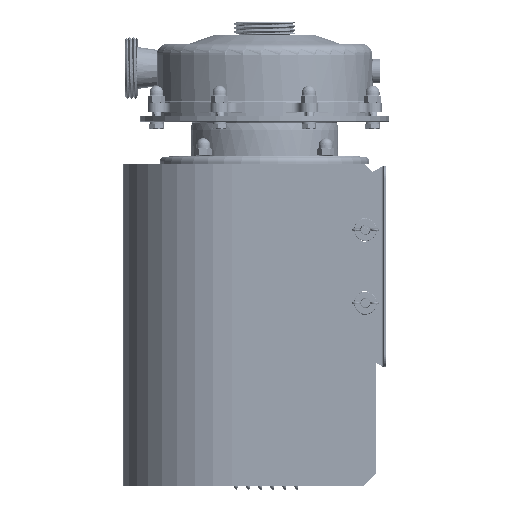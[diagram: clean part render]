
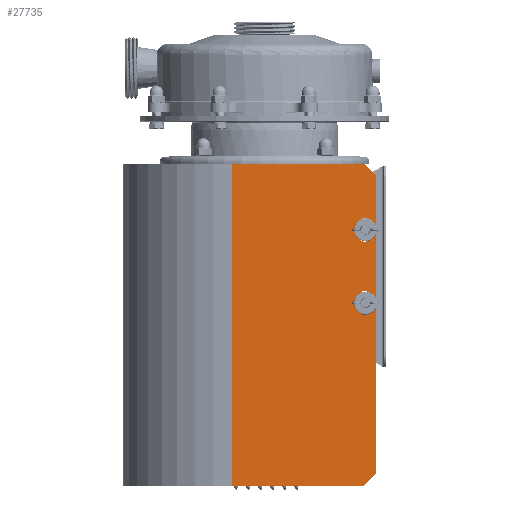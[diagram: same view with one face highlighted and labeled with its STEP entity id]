
A CAD part, left-side view. The second image highlights one B-rep face of the part: STEP entity #27735.
In plain terms, the highlighted planar face has unit normal (-1, 0, 0).
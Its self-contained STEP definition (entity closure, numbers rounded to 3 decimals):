
#27735=ADVANCED_FACE('',(#61562),#61564,.T.);
#61562=FACE_BOUND('',#61563,.T.);
#61563=EDGE_LOOP('',(#103829,#103830,#103831,#103832,#103833,#103834,#103835,#103836,
#103837,#103838,#103839,#103840,#103841,#103842,#103843,#103844,#103845,#103846,
#103847,#103848,#103849,#103850));
#61564=PLANE('',#61565);
#61565=AXIS2_PLACEMENT_3D('',#61566,#61567,#61568);
#61566=CARTESIAN_POINT('',(-136.,-399.,-38.));
#61567=DIRECTION('',(-1.,0.,0.));
#61568=DIRECTION('',(0.,0.,1.));
#103829=ORIENTED_EDGE('',*,*,#112147,.F.);
#103830=ORIENTED_EDGE('',*,*,#112148,.T.);
#103831=ORIENTED_EDGE('',*,*,#112149,.T.);
#103832=ORIENTED_EDGE('',*,*,#112150,.T.);
#103833=ORIENTED_EDGE('',*,*,#112151,.T.);
#103834=ORIENTED_EDGE('',*,*,#112152,.T.);
#103835=ORIENTED_EDGE('',*,*,#112153,.T.);
#103836=ORIENTED_EDGE('',*,*,#112154,.T.);
#103837=ORIENTED_EDGE('',*,*,#112155,.T.);
#103838=ORIENTED_EDGE('',*,*,#112156,.T.);
#103839=ORIENTED_EDGE('',*,*,#112157,.T.);
#103840=ORIENTED_EDGE('',*,*,#112158,.T.);
#103841=ORIENTED_EDGE('',*,*,#112159,.T.);
#103842=ORIENTED_EDGE('',*,*,#112160,.T.);
#103843=ORIENTED_EDGE('',*,*,#112161,.T.);
#103844=ORIENTED_EDGE('',*,*,#112162,.T.);
#103845=ORIENTED_EDGE('',*,*,#112163,.T.);
#103846=ORIENTED_EDGE('',*,*,#112164,.T.);
#103847=ORIENTED_EDGE('',*,*,#112165,.F.);
#103848=ORIENTED_EDGE('',*,*,#112166,.T.);
#103849=ORIENTED_EDGE('',*,*,#112167,.T.);
#103850=ORIENTED_EDGE('',*,*,#112168,.F.);
#112147=EDGE_CURVE('',#124642,#124643,#124644,.F.);
#112148=EDGE_CURVE('',#124642,#124645,#124646,.T.);
#112149=EDGE_CURVE('',#124645,#124647,#124648,.F.);
#112150=EDGE_CURVE('',#124647,#124649,#124650,.F.);
#112151=EDGE_CURVE('',#124649,#124651,#124652,.T.);
#112152=EDGE_CURVE('',#124651,#124653,#124654,.F.);
#112153=EDGE_CURVE('',#124653,#124655,#124656,.T.);
#112154=EDGE_CURVE('',#124655,#124657,#124658,.F.);
#112155=EDGE_CURVE('',#124657,#124659,#124660,.F.);
#112156=EDGE_CURVE('',#124659,#124661,#124662,.T.);
#112157=EDGE_CURVE('',#124661,#124663,#124664,.F.);
#112158=EDGE_CURVE('',#124663,#124665,#124666,.F.);
#112159=EDGE_CURVE('',#124665,#124667,#124668,.T.);
#112160=EDGE_CURVE('',#124667,#124669,#124670,.F.);
#112161=EDGE_CURVE('',#124669,#124671,#124672,.T.);
#112162=EDGE_CURVE('',#124671,#124673,#124674,.F.);
#112163=EDGE_CURVE('',#124673,#124675,#124676,.F.);
#112164=EDGE_CURVE('',#124675,#124677,#124678,.T.);
#112165=EDGE_CURVE('',#124679,#124677,#124680,.F.);
#112166=EDGE_CURVE('',#124679,#124681,#124682,.T.);
#112167=EDGE_CURVE('',#124681,#124683,#124684,.T.);
#112168=EDGE_CURVE('',#124643,#124683,#124685,.T.);
#124642=VERTEX_POINT('',#161085);
#124643=VERTEX_POINT('',#161086);
#124644=LINE('',#161087,#161088);
#124645=VERTEX_POINT('',#161090);
#124646=LINE('',#161091,#161092);
#124647=VERTEX_POINT('',#161094);
#124648=LINE('',#161095,#161096);
#124649=VERTEX_POINT('',#161098);
#124650=LINE('',#161099,#161100);
#124651=VERTEX_POINT('',#161102);
#124652=CIRCLE('',#161103,6.);
#124653=VERTEX_POINT('',#161107);
#124654=LINE('',#161108,#161109);
#124655=VERTEX_POINT('',#161111);
#124656=CIRCLE('',#161112,6.);
#124657=VERTEX_POINT('',#161116);
#124658=LINE('',#161117,#161118);
#124659=VERTEX_POINT('',#161120);
#124660=LINE('',#161121,#161122);
#124661=VERTEX_POINT('',#161124);
#124662=LINE('',#161125,#161126);
#124663=VERTEX_POINT('',#161128);
#124664=LINE('',#161129,#161130);
#124665=VERTEX_POINT('',#161132);
#124666=LINE('',#161133,#161134);
#124667=VERTEX_POINT('',#161136);
#124668=CIRCLE('',#161137,6.);
#124669=VERTEX_POINT('',#161141);
#124670=LINE('',#161142,#161143);
#124671=VERTEX_POINT('',#161145);
#124672=CIRCLE('',#161146,6.);
#124673=VERTEX_POINT('',#161150);
#124674=LINE('',#161151,#161152);
#124675=VERTEX_POINT('',#161154);
#124676=LINE('',#161155,#161156);
#124677=VERTEX_POINT('',#161158);
#124678=LINE('',#161159,#161160);
#124679=VERTEX_POINT('',#161162);
#124680=LINE('',#161163,#161164);
#124681=VERTEX_POINT('',#161166);
#124682=LINE('',#161167,#161168);
#124683=VERTEX_POINT('',#161170);
#124684=LINE('',#161171,#161172);
#124685=LINE('',#161174,#161175);
#161085=CARTESIAN_POINT('',(-136.,-14.,-48.));
#161086=CARTESIAN_POINT('',(-136.,1.,-33.));
#161087=CARTESIAN_POINT('',(-136.,1.,-33.));
#161088=VECTOR('',#161089,1.);
#161089=DIRECTION('',(0.,-0.707,-0.707));
#161090=CARTESIAN_POINT('',(-136.,-221.,-48.));
#161091=CARTESIAN_POINT('',(-136.,-14.,-48.));
#161092=VECTOR('',#161093,1.);
#161093=DIRECTION('',(0.,-1.,0.));
#161094=CARTESIAN_POINT('',(-136.,-221.,-40.));
#161095=CARTESIAN_POINT('',(-136.,-221.,-40.));
#161096=VECTOR('',#161097,1.);
#161097=DIRECTION('',(0.,0.,-1.));
#161098=CARTESIAN_POINT('',(-136.,-217.,-40.));
#161099=CARTESIAN_POINT('',(-136.,-217.,-40.));
#161100=VECTOR('',#161101,1.);
#161101=DIRECTION('',(0.,-1.,0.));
#161102=CARTESIAN_POINT('',(-136.,-217.,-28.));
#161103=AXIS2_PLACEMENT_3D('',#161104,#161105,#161106);
#161104=CARTESIAN_POINT('',(-136.,-217.,-34.));
#161105=DIRECTION('',(1.,0.,0.));
#161106=DIRECTION('',(0.,0.,-1.));
#161107=CARTESIAN_POINT('',(-136.,-235.,-28.));
#161108=CARTESIAN_POINT('',(-136.,-235.,-28.));
#161109=VECTOR('',#161110,1.);
#161110=DIRECTION('',(0.,1.,0.));
#161111=CARTESIAN_POINT('',(-136.,-235.,-40.));
#161112=AXIS2_PLACEMENT_3D('',#161113,#161114,#161115);
#161113=CARTESIAN_POINT('',(-136.,-235.,-34.));
#161114=DIRECTION('',(1.,0.,0.));
#161115=DIRECTION('',(0.,0.,1.));
#161116=CARTESIAN_POINT('',(-136.,-231.,-40.));
#161117=CARTESIAN_POINT('',(-136.,-231.,-40.));
#161118=VECTOR('',#161119,1.);
#161119=DIRECTION('',(0.,-1.,0.));
#161120=CARTESIAN_POINT('',(-136.,-231.,-48.));
#161121=CARTESIAN_POINT('',(-136.,-231.,-48.));
#161122=VECTOR('',#161123,1.);
#161123=DIRECTION('',(0.,0.,1.));
#161124=CARTESIAN_POINT('',(-136.,-312.,-48.));
#161125=CARTESIAN_POINT('',(-136.,-231.,-48.));
#161126=VECTOR('',#161127,1.);
#161127=DIRECTION('',(0.,-1.,0.));
#161128=CARTESIAN_POINT('',(-136.,-312.,-40.));
#161129=CARTESIAN_POINT('',(-136.,-312.,-40.));
#161130=VECTOR('',#161131,1.);
#161131=DIRECTION('',(0.,0.,-1.));
#161132=CARTESIAN_POINT('',(-136.,-308.,-40.));
#161133=CARTESIAN_POINT('',(-136.,-308.,-40.));
#161134=VECTOR('',#161135,1.);
#161135=DIRECTION('',(0.,-1.,0.));
#161136=CARTESIAN_POINT('',(-136.,-308.,-28.));
#161137=AXIS2_PLACEMENT_3D('',#161138,#161139,#161140);
#161138=CARTESIAN_POINT('',(-136.,-308.,-34.));
#161139=DIRECTION('',(1.,0.,0.));
#161140=DIRECTION('',(0.,0.,-1.));
#161141=CARTESIAN_POINT('',(-136.,-326.,-28.));
#161142=CARTESIAN_POINT('',(-136.,-326.,-28.));
#161143=VECTOR('',#161144,1.);
#161144=DIRECTION('',(0.,1.,0.));
#161145=CARTESIAN_POINT('',(-136.,-326.,-40.));
#161146=AXIS2_PLACEMENT_3D('',#161147,#161148,#161149);
#161147=CARTESIAN_POINT('',(-136.,-326.,-34.));
#161148=DIRECTION('',(1.,0.,0.));
#161149=DIRECTION('',(0.,0.,1.));
#161150=CARTESIAN_POINT('',(-136.,-322.,-40.));
#161151=CARTESIAN_POINT('',(-136.,-322.,-40.));
#161152=VECTOR('',#161153,1.);
#161153=DIRECTION('',(0.,-1.,0.));
#161154=CARTESIAN_POINT('',(-136.,-322.,-48.));
#161155=CARTESIAN_POINT('',(-136.,-322.,-48.));
#161156=VECTOR('',#161157,1.);
#161157=DIRECTION('',(0.,0.,1.));
#161158=CARTESIAN_POINT('',(-136.,-384.,-48.));
#161159=CARTESIAN_POINT('',(-136.,-322.,-48.));
#161160=VECTOR('',#161161,1.);
#161161=DIRECTION('',(0.,-1.,0.));
#161162=CARTESIAN_POINT('',(-136.,-399.,-33.));
#161163=CARTESIAN_POINT('',(-136.,-384.,-48.));
#161164=VECTOR('',#161165,1.);
#161165=DIRECTION('',(0.,-0.707,0.707));
#161166=CARTESIAN_POINT('',(-136.,-399.,130.));
#161167=CARTESIAN_POINT('',(-136.,-399.,-33.));
#161168=VECTOR('',#161169,1.);
#161169=DIRECTION('',(0.,0.,1.));
#161170=CARTESIAN_POINT('',(-136.,1.,130.));
#161171=CARTESIAN_POINT('',(-136.,-399.,130.));
#161172=VECTOR('',#161173,1.);
#161173=DIRECTION('',(0.,1.,0.));
#161174=CARTESIAN_POINT('',(-136.,1.,-33.));
#161175=VECTOR('',#161176,1.);
#161176=DIRECTION('',(0.,0.,1.));
